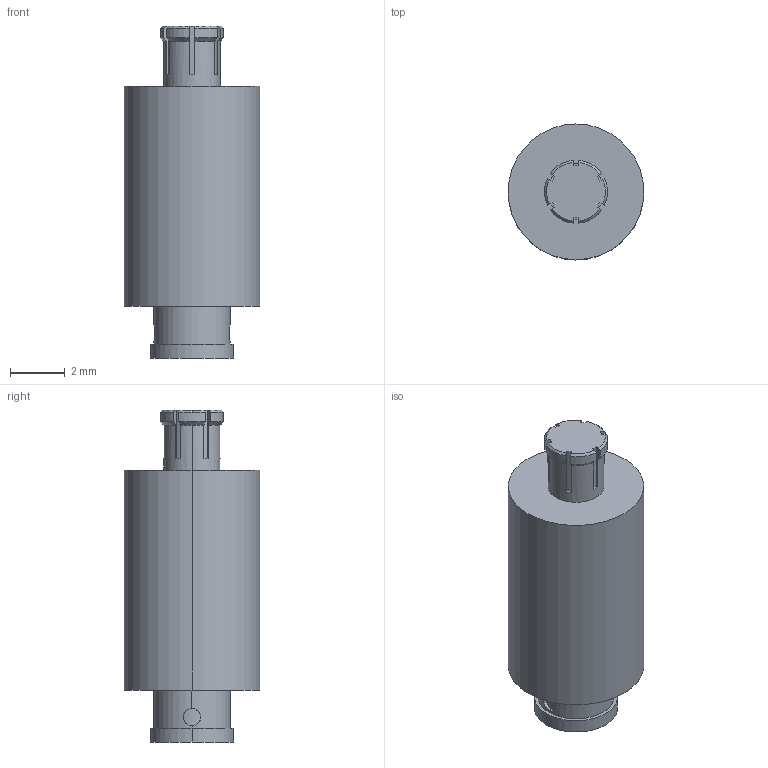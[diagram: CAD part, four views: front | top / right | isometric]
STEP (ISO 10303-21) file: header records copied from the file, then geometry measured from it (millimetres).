
FILE_DESCRIPTION (( 'STEP AP214' ), '1' );
FILE_NAME ('FMCN1536_3D.STEP', '2022-10-05T15:32:38', ( '' ), ( '' ), 'SwSTEP 2.0', 'SolidWorks 2021', '' );
FILE_SCHEMA (( 'AUTOMOTIVE_DESIGN' ));
Length unit declared in the file: inch
Products named in the file (1): FMCN1536_3D
Bounding box: 4.98 x 4.98 x 12.18 mm (x, y, z)
Volume: 176.7 mm3; surface area: 202.8 mm2
Topology: 1 solids, 1 shells, 65 faces, 172 edges, 112 vertices
Faces by surface type: cylinder 28, plane 23, cone 14
Entity records: 2144 total; most frequent: CARTESIAN_POINT 494, ORIENTED_EDGE 344, DIRECTION 334, EDGE_CURVE 172, AXIS2_PLACEMENT_3D 128, VERTEX_POINT 112, LINE 78, VECTOR 78
